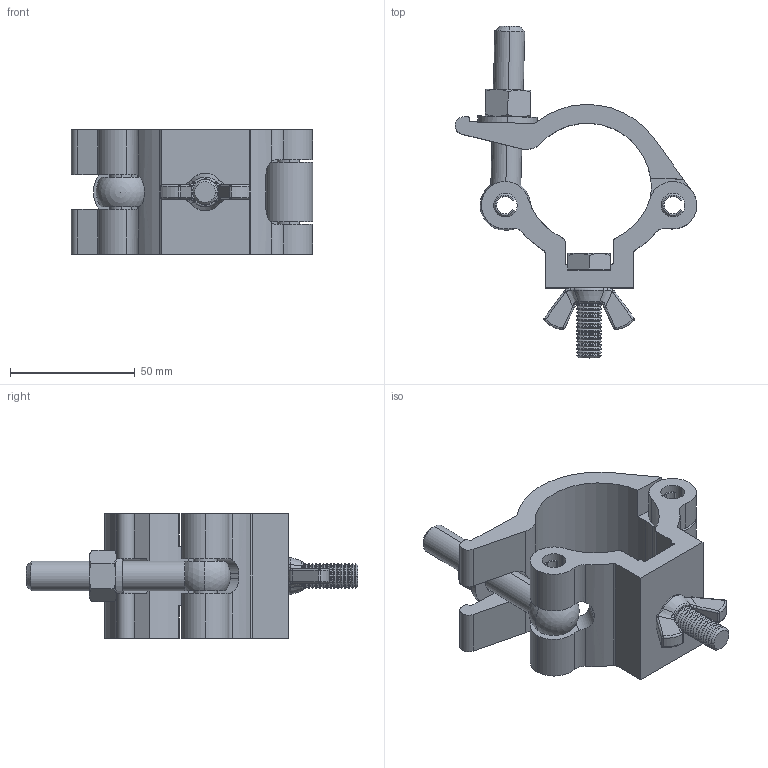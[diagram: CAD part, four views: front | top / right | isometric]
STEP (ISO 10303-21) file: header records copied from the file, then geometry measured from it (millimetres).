
FILE_DESCRIPTION (( 'STEP AP203' ), '1' );
FILE_NAME ('T58105.STEP', '2024-11-06T10:18:05', ( '' ), ( '' ), 'SwSTEP 2.0', 'SolidWorks 2022', '' );
FILE_SCHEMA (( 'CONFIG_CONTROL_DESIGN' ));
Length unit declared in the file: millimetre
Products named in the file (12): T58105; TH257_TH257; A Washer_Bright washer BS 4320 - M12 (Form A); T78005; TH2005_TH2005 - 50MM WIDE; TH640_TH640; TH566; F790; TH2006_TH2006 - 50MM WIDE; Hex Bolt_ISO 4016 - M10 x 35 x 35-WS; Hex Nut Style 1 GradeAB_Doughty Fastners_Hexagon Nut ISO - 4032 - M12 - D - S; F882_DIN 315-M12-GT-C-N
Assembly tree (12 placements, depth 3):
  T58105
    TH640_TH640
      TH2006_TH2006 - 50MM WIDE
    TH257_TH257
      TH2005_TH2005 - 50MM WIDE
    F790  x2
    T78005
      TH566
      A Washer_Bright washer BS 4320 - M12 (Form A)
      Hex Nut Style 1 GradeAB_Doughty Fastners_Hexagon Nut ISO - 4032 - M12 - D - S
    Hex Bolt_ISO 4016 - M10 x 35 x 35-WS
    F882_DIN 315-M12-GT-C-N
Bounding box: 96.7 x 132.95 x 49.9 mm (x, y, z)
Volume: 106964.6 mm3; surface area: 45278.6 mm2
Topology: 9 solids, 9 shells, 480 faces, 1175 edges, 704 vertices
Faces by surface type: cone 192, cylinder 162, plane 79, bspline 24, torus 12, sphere 11
Entity records: 15758 total; most frequent: CARTESIAN_POINT 3414, DIRECTION 2518, ORIENTED_EDGE 2252, EDGE_CURVE 1126, AXIS2_PLACEMENT_3D 1038, VERTEX_POINT 678, CIRCLE 580, EDGE_LOOP 484
